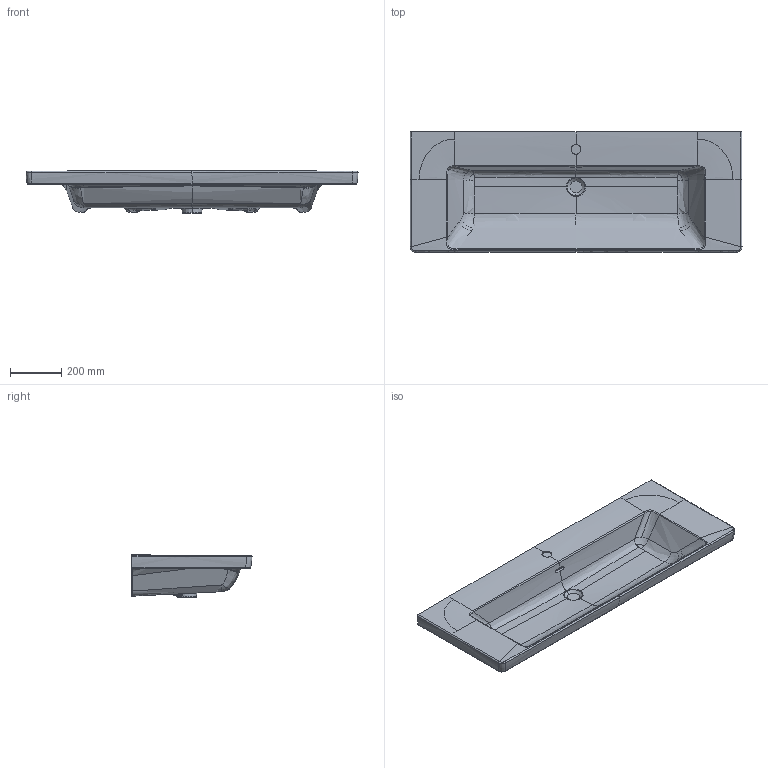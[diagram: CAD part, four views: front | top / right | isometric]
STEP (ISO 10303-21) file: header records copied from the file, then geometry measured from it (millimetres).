
FILE_DESCRIPTION(/* description */ (''),/* implementation_level */ '2;1');
FILE_NAME(/* name */ '4A70D5_4A70D4_4A70D3_4A70D2_4A70D1.stp',/* time_stamp */ '2020-11-10T13:41:21+01:00',/* author */ (''),/* organization */ (''),/* preprocessor_version */ 'ST-DEVELOPER v16.7',/* originating_system */ 'SIEMENS PLM Software NX 1863',/* authorisation */ '');
FILE_SCHEMA (('AUTOMOTIVE_DESIGN { 1 0 10303 214 3 1 1 1 }'));
Products named in the file (1): Sier3EF88F46kgn1
Bounding box: 1300.08 x 470.43 x 167.84 mm (x, y, z)
Volume: 30657623.1 mm3; surface area: 1805627.2 mm2
Topology: 1 solids, 1 shells, 936 faces, 2354 edges, 1408 vertices
Faces by surface type: bspline 761, cylinder 73, plane 52, extrusion 26, cone 10, torus 8, sphere 6
Entity records: 69712 total; most frequent: CARTESIAN_POINT 53566, ORIENTED_EDGE 4684, EDGE_CURVE 2342, B_SPLINE_CURVE_WITH_KNOTS 1694, DIRECTION 1410, VERTEX_POINT 1408, ADVANCED_FACE 936, FACE_OUTER_BOUND 936
